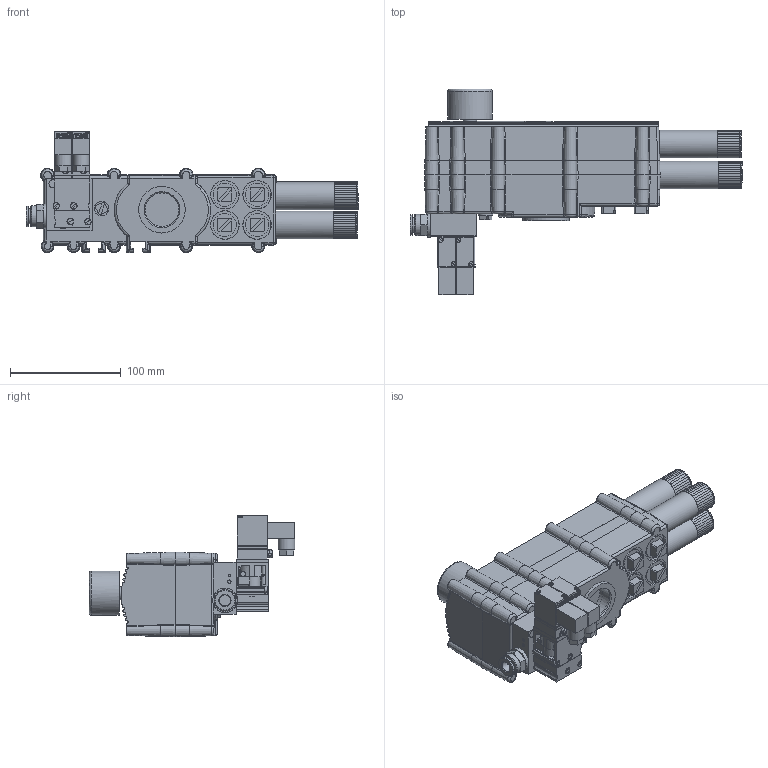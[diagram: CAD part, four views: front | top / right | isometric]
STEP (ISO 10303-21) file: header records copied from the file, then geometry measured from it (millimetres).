
FILE_DESCRIPTION(/* description */ ('','CAx-IF Rec.Pracs.---Representation and Presentation of Product Manufacturing Information (PMI)---4.0---2014-10-13'),/* implementation_level */ '2;1');
FILE_NAME(/* name */ 'cvskn3ss24aaq.stp',/* time_stamp */ '2020-11-09T09:31:39+01:00',/* author */ ('enginyeria'),/* organization */ (''),/* preprocessor_version */ 'ST-DEVELOPER v17.2',/* originating_system */ 'Autodesk Inventor 2019',/* authorisation */ '');
FILE_SCHEMA (('AP242_MANAGED_MODEL_BASED_3D_ENGINEERING_MIM_LF { 1 0 10303 442 1 1 4 }'));
Products named in the file (1): cvskn3ss24aaq
Bounding box: 299.25 x 185.56 x 109.55 mm (x, y, z)
Volume: 1282570.2 mm3; surface area: 217635.2 mm2
Topology: 19 solids, 63 shells, 2801 faces, 6878 edges, 4330 vertices
Faces by surface type: plane 1857, cylinder 603, cone 180, bspline 137, torus 17, sphere 7
Full cylindrical faces by diameter (mm): 1.8 x4, 2.1 x4, 2.2 x4, 2.3 x4, 2.459 x4, 2.7 x4, 3 x4, 3.2 x4, 3.8 x2, 4 x16, 4.25 x2, 4.3 x1, 4.4 x2, 4.5 x1, 5.6 x3, 7 x1, 7.5 x2, 7.6 x3, 8 x10, 8.566 x1, 9.5 x1, 10 x4, 11.445 x1, 12 x1, 12.2 x2, 13 x1, 13.5 x1, 14.66 x1, 14.95 x1, 15 x2
Entity records: 103318 total; most frequent: CARTESIAN_POINT 37033, DIRECTION 13839, ORIENTED_EDGE 13680, EDGE_CURVE 6840, AXIS2_PLACEMENT_3D 4782, VERTEX_POINT 4330, LINE 4275, VECTOR 4275
